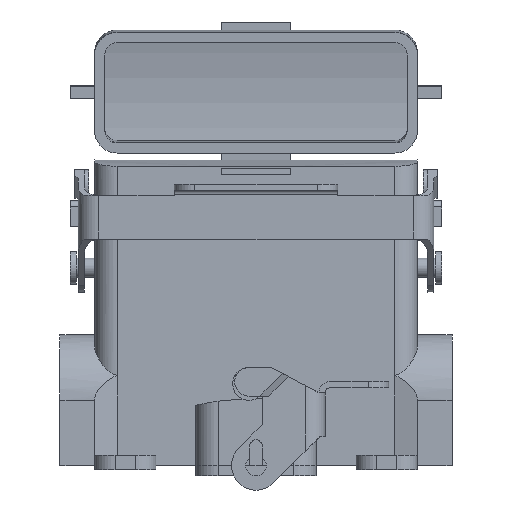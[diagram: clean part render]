
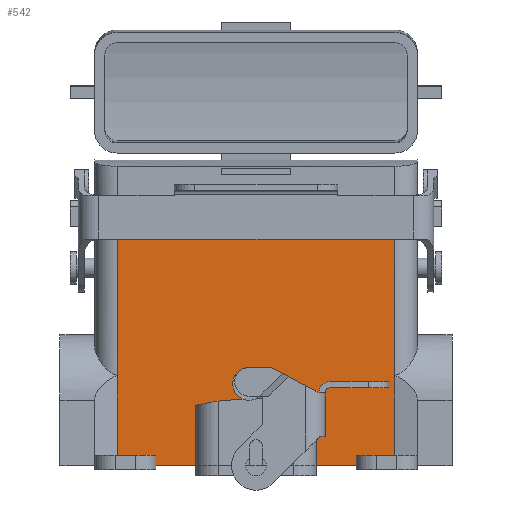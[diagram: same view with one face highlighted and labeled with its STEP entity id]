
A CAD part, front view. The second image highlights one B-rep face of the part: STEP entity #542.
In plain terms, the highlighted planar face has unit normal (0, -1, 0).
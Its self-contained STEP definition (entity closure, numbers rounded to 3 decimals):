
#542 = ADVANCED_FACE( '', ( #1204 ), #1205, .T. );
#1204 = FACE_OUTER_BOUND( '', #2001, .T. );
#1205 = PLANE( '', #2002 );
#2001 = EDGE_LOOP( '', ( #3527, #3528, #3529, #3530, #3531, #3532, #3533, #3534, #3535, #3536 ) );
#2002 = AXIS2_PLACEMENT_3D( '', #3537, #3538, #3539 );
#3527 = ORIENTED_EDGE( '', *, *, #5136, .T. );
#3528 = ORIENTED_EDGE( '', *, *, #4636, .F. );
#3529 = ORIENTED_EDGE( '', *, *, #5137, .T. );
#3530 = ORIENTED_EDGE( '', *, *, #4806, .F. );
#3531 = ORIENTED_EDGE( '', *, *, #5138, .F. );
#3532 = ORIENTED_EDGE( '', *, *, #5139, .T. );
#3533 = ORIENTED_EDGE( '', *, *, #4889, .F. );
#3534 = ORIENTED_EDGE( '', *, *, #5140, .F. );
#3535 = ORIENTED_EDGE( '', *, *, #5141, .F. );
#3536 = ORIENTED_EDGE( '', *, *, #4982, .T. );
#3537 = CARTESIAN_POINT( '', ( -34., -14.75, 56. ) );
#3538 = DIRECTION( '', ( 0., -1., 0. ) );
#3539 = DIRECTION( '', ( 0., 0., 1. ) );
#4636 = EDGE_CURVE( '', #5554, #5556, #5557, .T. );
#4806 = EDGE_CURVE( '', #5845, #5847, #5848, .T. );
#4889 = EDGE_CURVE( '', #5979, #5981, #5982, .T. );
#4982 = EDGE_CURVE( '', #6125, #5601, #6126, .T. );
#5136 = EDGE_CURVE( '', #5601, #5556, #6338, .T. );
#5137 = EDGE_CURVE( '', #5554, #5847, #6339, .T. );
#5138 = EDGE_CURVE( '', #6340, #5845, #6341, .T. );
#5139 = EDGE_CURVE( '', #6340, #5981, #6342, .T. );
#5140 = EDGE_CURVE( '', #6343, #5979, #6344, .T. );
#5141 = EDGE_CURVE( '', #6125, #6343, #6345, .T. );
#5554 = VERTEX_POINT( '', #6858 );
#5556 = VERTEX_POINT( '', #6861 );
#5557 = LINE( '', #6862, #6863 );
#5601 = VERTEX_POINT( '', #6920 );
#5845 = VERTEX_POINT( '', #7406 );
#5847 = VERTEX_POINT( '', #7409 );
#5848 = LINE( '', #7410, #7411 );
#5979 = VERTEX_POINT( '', #7603 );
#5981 = VERTEX_POINT( '', #7605 );
#5982 = LINE( '', #7606, #7607 );
#6125 = VERTEX_POINT( '', #7858 );
#6126 = LINE( '', #7859, #7860 );
#6338 = LINE( '', #8155, #8156 );
#6339 = LINE( '', #8157, #8158 );
#6340 = VERTEX_POINT( '', #8159 );
#6341 = LINE( '', #8160, #8161 );
#6342 = LINE( '', #8162, #8163 );
#6343 = VERTEX_POINT( '', #8164 );
#6344 = LINE( '', #8165, #8166 );
#6345 = LINE( '', #8167, #8168 );
#6858 = CARTESIAN_POINT( '', ( -24.5, -14.75, 2.5 ) );
#6861 = CARTESIAN_POINT( '', ( -34., -14.75, 2.5 ) );
#6862 = CARTESIAN_POINT( '', ( -34., -14.75, 2.5 ) );
#6863 = VECTOR( '', #8732, 1000. );
#6920 = CARTESIAN_POINT( '', ( -34., -14.75, 22.2 ) );
#7406 = CARTESIAN_POINT( '', ( 24.5, -14.75, 0. ) );
#7409 = CARTESIAN_POINT( '', ( -24.5, -14.75, 0. ) );
#7410 = CARTESIAN_POINT( '', ( 0., -14.75, 0. ) );
#7411 = VECTOR( '', #8918, 1000. );
#7603 = CARTESIAN_POINT( '', ( 34., -14.75, 22.2 ) );
#7605 = CARTESIAN_POINT( '', ( 34., -14.75, 2.5 ) );
#7606 = CARTESIAN_POINT( '', ( 34., -14.75, 75.472 ) );
#7607 = VECTOR( '', #9020, 1000. );
#7858 = CARTESIAN_POINT( '', ( -34., -14.75, 56. ) );
#7859 = CARTESIAN_POINT( '', ( -34., -14.75, 56. ) );
#7860 = VECTOR( '', #9132, 1000. );
#8155 = CARTESIAN_POINT( '', ( -34., -14.75, 75.472 ) );
#8156 = VECTOR( '', #9291, 1000. );
#8157 = CARTESIAN_POINT( '', ( -24.5, -14.75, 56. ) );
#8158 = VECTOR( '', #9292, 1000. );
#8159 = CARTESIAN_POINT( '', ( 24.5, -14.75, 2.5 ) );
#8160 = CARTESIAN_POINT( '', ( 24.5, -14.75, 56. ) );
#8161 = VECTOR( '', #9293, 1000. );
#8162 = CARTESIAN_POINT( '', ( 34., -14.75, 2.5 ) );
#8163 = VECTOR( '', #9294, 1000. );
#8164 = CARTESIAN_POINT( '', ( 34., -14.75, 56. ) );
#8165 = CARTESIAN_POINT( '', ( 34., -14.75, 56. ) );
#8166 = VECTOR( '', #9295, 1000. );
#8167 = CARTESIAN_POINT( '', ( -34., -14.75, 56. ) );
#8168 = VECTOR( '', #9296, 1000. );
#8732 = DIRECTION( '', ( -1., 0., 0. ) );
#8918 = DIRECTION( '', ( -1., 0., 0. ) );
#9020 = DIRECTION( '', ( 0., 0., -1. ) );
#9132 = DIRECTION( '', ( 0., 0., -1. ) );
#9291 = DIRECTION( '', ( 0., 0., -1. ) );
#9292 = DIRECTION( '', ( 0., 0., -1. ) );
#9293 = DIRECTION( '', ( 0., 0., -1. ) );
#9294 = DIRECTION( '', ( 1., 0., 0. ) );
#9295 = DIRECTION( '', ( 0., 0., -1. ) );
#9296 = DIRECTION( '', ( 1., 0., 0. ) );
